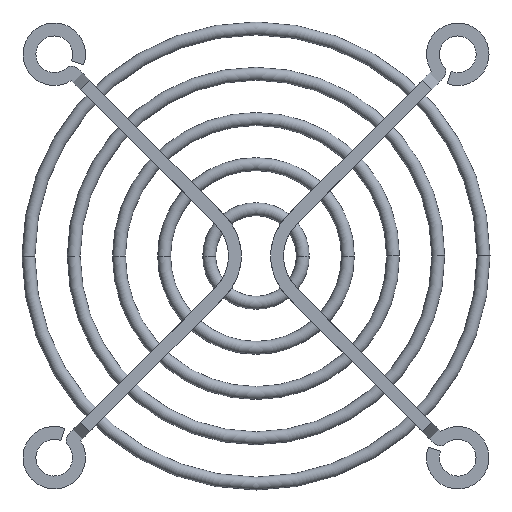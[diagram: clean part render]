
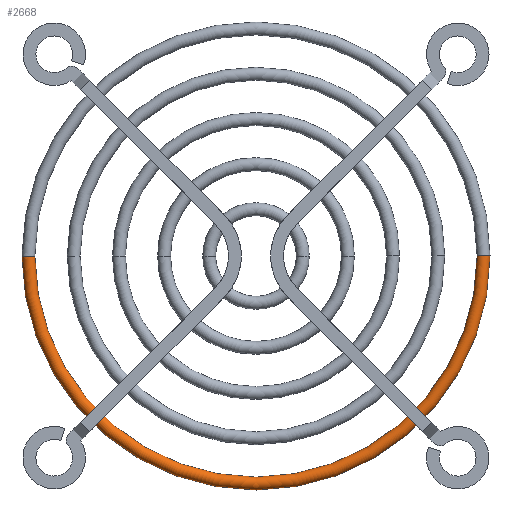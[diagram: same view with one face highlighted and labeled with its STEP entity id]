
A CAD part, front view. The second image highlights one B-rep face of the part: STEP entity #2668.
In plain terms, the highlighted toroidal (fillet/blend) face has major radius 28.2 mm and minor radius 0.8 mm.
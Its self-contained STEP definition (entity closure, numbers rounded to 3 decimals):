
#2588=CARTESIAN_POINT('POINT9084',(29.,-1.6,
   0.));
#2589=VERTEX_POINT('VERTEX9084',#2588);
#2590=CARTESIAN_POINT('POINT9085',(-29.,-1.6,
   0.));
#2591=VERTEX_POINT('VERTEX9085',#2590);
#2592=CARTESIAN_POINT('POS14258',(0.,-1.6,0.));
#2593=DIRECTION('DIR23093',(0.,1.,0.));
#2594=DIRECTION('DIR23094',(0.,0.,1.));
#2595=AXIS2_PLACEMENT_3D('AXIS8836',#2592,#2593,#2594);
#2596=CIRCLE('ELLIPSE5313',#2595,29.);
#2597=EDGE_CURVE('EDGE13359',#2589,#2591,#2596,.T.);
#2599=CARTESIAN_POINT('POINT9086',(-27.4,-1.6,
   0.));
#2600=VERTEX_POINT('VERTEX9086',#2599);
#2601=CARTESIAN_POINT('POS14259',(-28.2,-1.6,
   0.));
#2602=DIRECTION('DIR23095',(0.,0.,-1.));
#2603=DIRECTION('DIR23096',(-1.,0.,0.));
#2604=AXIS2_PLACEMENT_3D('AXIS8837',#2601,#2602,#2603);
#2605=CIRCLE('ELLIPSE5314',#2604,0.8);
#2608=CARTESIAN_POINT('POINT9087',(27.4,-1.6,
   0.));
#2609=VERTEX_POINT('VERTEX9087',#2608);
#2610=CARTESIAN_POINT('POS14260',(0.,-1.6,0.));
#2611=DIRECTION('DIR23097',(0.,-1.,0.));
#2612=DIRECTION('DIR23098',(0.,0.,1.));
#2613=AXIS2_PLACEMENT_3D('AXIS8838',#2610,#2611,#2612);
#2614=CIRCLE('ELLIPSE5315',#2613,27.4);
#2615=EDGE_CURVE('EDGE13361',#2600,#2609,#2614,.T.);
#2617=CARTESIAN_POINT('POS14261',(28.2,-1.6,
   0.));
#2618=DIRECTION('DIR23099',(0.,0.,-1.));
#2619=DIRECTION('DIR23100',(1.,0.,0.));
#2620=AXIS2_PLACEMENT_3D('AXIS8839',#2617,#2618,#2619);
#2621=CIRCLE('ELLIPSE5316',#2620,0.8);
#2626=CARTESIAN_POINT('POS14262',(0.,-1.6,0.));
#2627=DIRECTION('DIR23101',(0.,1.,0.));
#2628=DIRECTION('DIR23102',(-1.,0.,0.));
#2629=AXIS2_PLACEMENT_3D('AXIS8840',#2626,#2627,#2628);
#2630=TOROIDAL_SURFACE('TORUS47',#2629,28.2,0.8);
#2632=ORIENTED_EDGE('COEDGE26723',*,*,#2597,.F.);
#2633=EDGE_CURVE('EDGE13363',#2589,#2609,#2621,.T.);
#2634=ORIENTED_EDGE('COEDGE26724',*,*,#2633,.T.);
#2635=ORIENTED_EDGE('COEDGE26725',*,*,#2615,.F.);
#2636=EDGE_CURVE('EDGE13364',#2600,#2591,#2605,.T.);
#2637=ORIENTED_EDGE('COEDGE26726',*,*,#2636,.T.);
#2638=EDGE_LOOP('NONE',(#2632,#2634,#2635,#2637));
#2639=FACE_BOUND('LOOP1',#2638,.T.);
#2640=CARTESIAN_POINT('POINT9088',(-19.368,-2.4,
   -20.497));
#2641=VERTEX_POINT('VERTEX9088',#2640);
#2642=CARTESIAN_POINT('POINT9089',(-20.493,-2.4,
   -19.372));
#2643=VERTEX_POINT('VERTEX9089',#2642);
#2644=CARTESIAN_POINT('POS14263',(0.,-2.4,
   0.));
#2645=DIRECTION('DIR23103',(0.,1.,0.));
#2646=DIRECTION('DIR23104',(0.,0.,1.));
#2647=AXIS2_PLACEMENT_3D('AXIS8841',#2644,#2645,#2646);
#2648=CIRCLE('ELLIPSE5317',#2647,28.2);
#2649=EDGE_CURVE('EDGE13365',#2641,#2643,#2648,.T.);
#2650=ORIENTED_EDGE('COEDGE26727',*,*,#2649,.T.);
#2651=ORIENTED_EDGE('COEDGE26728',*,*,#2649,.F.);
#2652=EDGE_LOOP('NONE',(#2650,#2651));
#2653=FACE_BOUND('LOOP1',#2652,.T.);
#2654=CARTESIAN_POINT('POINT9090',(20.493,
   -2.4,-19.372));
#2655=VERTEX_POINT('VERTEX9090',#2654);
#2656=CARTESIAN_POINT('POINT9091',(19.368,-2.4,
   -20.497));
#2657=VERTEX_POINT('VERTEX9091',#2656);
#2658=CARTESIAN_POINT('POS14264',(0.,-2.4,
   0.));
#2659=DIRECTION('DIR23105',(0.,1.,0.));
#2660=DIRECTION('DIR23106',(0.,0.,1.));
#2661=AXIS2_PLACEMENT_3D('AXIS8842',#2658,#2659,#2660);
#2662=CIRCLE('ELLIPSE5318',#2661,28.2);
#2663=EDGE_CURVE('EDGE13366',#2655,#2657,#2662,.T.);
#2664=ORIENTED_EDGE('COEDGE26729',*,*,#2663,.T.);
#2665=ORIENTED_EDGE('COEDGE26730',*,*,#2663,.F.);
#2666=EDGE_LOOP('NONE',(#2664,#2665));
#2667=FACE_BOUND('LOOP1',#2666,.T.);
#2668=ADVANCED_FACE('FACE4706',(#2639,#2653,#2667),#2630,.T.);
